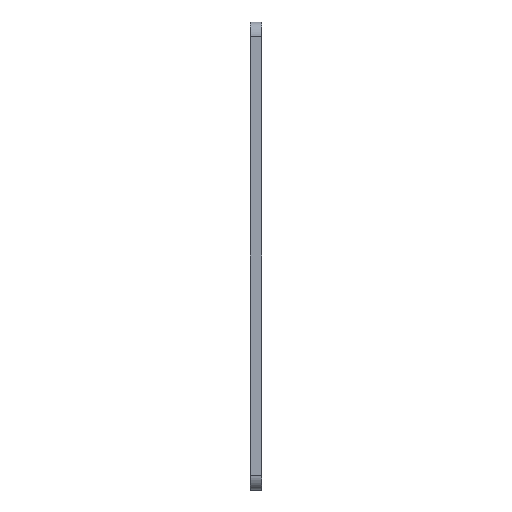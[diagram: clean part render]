
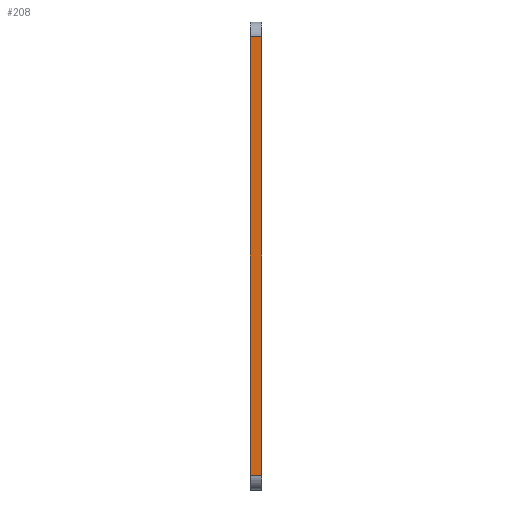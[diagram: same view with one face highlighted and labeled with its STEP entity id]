
A CAD part, left-side view. The second image highlights one B-rep face of the part: STEP entity #208.
In plain terms, the highlighted planar face has unit normal (-1, 0, 0).
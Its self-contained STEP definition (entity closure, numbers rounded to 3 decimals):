
#26 = CARTESIAN_POINT ( 'NONE',  ( -110., 4., 75. ) ) ;
#30 = CARTESIAN_POINT ( 'NONE',  ( -110., 4., -75. ) ) ;
#52 = DIRECTION ( 'NONE',  ( 0., -1., 0. ) ) ;
#73 = VERTEX_POINT ( 'NONE', #704 ) ;
#86 = VECTOR ( 'NONE', #234, 1000. ) ;
#104 = EDGE_CURVE ( 'NONE', #239, #345, #211, .T. ) ;
#107 = VECTOR ( 'NONE', #52, 1000. ) ;
#109 = EDGE_CURVE ( 'NONE', #345, #73, #667, .T. ) ;
#110 = CARTESIAN_POINT ( 'NONE',  ( -110., 0., -75. ) ) ;
#112 = LINE ( 'NONE', #801, #86 ) ;
#119 = ORIENTED_EDGE ( 'NONE', *, *, #109, .T. ) ;
#166 = DIRECTION ( 'NONE',  ( 0., 0., -1. ) ) ;
#208 = ADVANCED_FACE ( 'NONE', ( #360 ), #659, .F. ) ;
#211 = LINE ( 'NONE', #794, #363 ) ;
#214 = DIRECTION ( 'NONE',  ( 0., -1., 0. ) ) ;
#234 = DIRECTION ( 'NONE',  ( 0., 0., 1. ) ) ;
#239 = VERTEX_POINT ( 'NONE', #30 ) ;
#285 = DIRECTION ( 'NONE',  ( 0., 0., 1. ) ) ;
#300 = AXIS2_PLACEMENT_3D ( 'NONE', #26, #344, #166 ) ;
#318 = EDGE_LOOP ( 'NONE', ( #119, #562, #388, #747 ) ) ;
#344 = DIRECTION ( 'NONE',  ( 1., 0., 0. ) ) ;
#345 = VERTEX_POINT ( 'NONE', #110 ) ;
#360 = FACE_OUTER_BOUND ( 'NONE', #318, .T. ) ;
#363 = VECTOR ( 'NONE', #214, 1000. ) ;
#388 = ORIENTED_EDGE ( 'NONE', *, *, #791, .F. ) ;
#431 = EDGE_CURVE ( 'NONE', #687, #73, #432, .T. ) ;
#432 = LINE ( 'NONE', #681, #107 ) ;
#508 = VECTOR ( 'NONE', #285, 1000. ) ;
#562 = ORIENTED_EDGE ( 'NONE', *, *, #431, .F. ) ;
#589 = CARTESIAN_POINT ( 'NONE',  ( -110., 0., 75. ) ) ;
#659 = PLANE ( 'NONE',  #300 ) ;
#667 = LINE ( 'NONE', #589, #508 ) ;
#670 = CARTESIAN_POINT ( 'NONE',  ( -110., 4., 75. ) ) ;
#681 = CARTESIAN_POINT ( 'NONE',  ( -110., 4., 75. ) ) ;
#687 = VERTEX_POINT ( 'NONE', #670 ) ;
#704 = CARTESIAN_POINT ( 'NONE',  ( -110., 0., 75. ) ) ;
#747 = ORIENTED_EDGE ( 'NONE', *, *, #104, .T. ) ;
#791 = EDGE_CURVE ( 'NONE', #239, #687, #112, .T. ) ;
#794 = CARTESIAN_POINT ( 'NONE',  ( -110., 4., -75. ) ) ;
#801 = CARTESIAN_POINT ( 'NONE',  ( -110., 4., 75. ) ) ;
